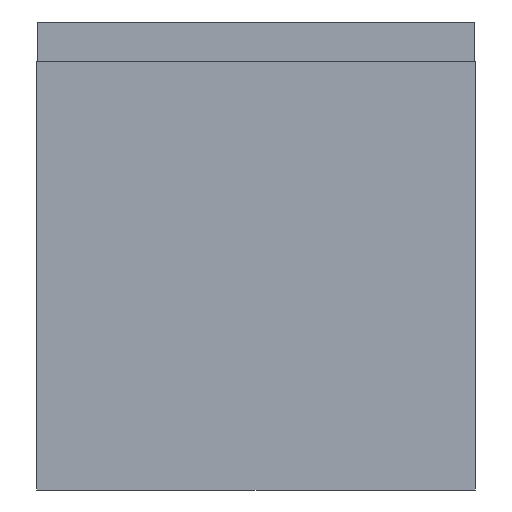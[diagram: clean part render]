
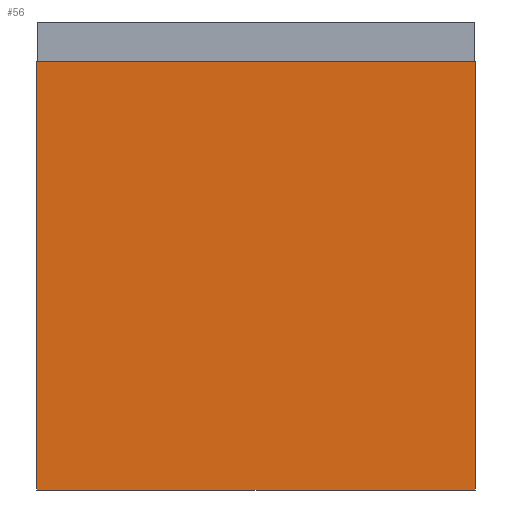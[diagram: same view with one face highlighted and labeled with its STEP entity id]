
A CAD part, front view. The second image highlights one B-rep face of the part: STEP entity #56.
In plain terms, the highlighted planar face has unit normal (0, -1, 0).
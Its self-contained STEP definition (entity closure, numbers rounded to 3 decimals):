
#19 = LINE ( 'NONE', #504, #94 ) ;
#40 = CARTESIAN_POINT ( 'NONE',  ( -44., 0., 0. ) ) ;
#56 = ADVANCED_FACE ( 'NONE', ( #521 ), #154, .T. ) ;
#80 = CARTESIAN_POINT ( 'NONE',  ( 21.5, 0., 0. ) ) ;
#92 = ORIENTED_EDGE ( 'NONE', *, *, #434, .F. ) ;
#94 = VECTOR ( 'NONE', #213, 1000. ) ;
#123 = DIRECTION ( 'NONE',  ( 0., -1., 0. ) ) ;
#154 = PLANE ( 'NONE',  #271 ) ;
#155 = DIRECTION ( 'NONE',  ( 1., 0., 0. ) ) ;
#167 = CARTESIAN_POINT ( 'NONE',  ( 44., 0., 86. ) ) ;
#169 = CARTESIAN_POINT ( 'NONE',  ( 44., 0., 0. ) ) ;
#205 = LINE ( 'NONE', #501, #494 ) ;
#209 = EDGE_LOOP ( 'NONE', ( #92, #507, #461, #255 ) ) ;
#213 = DIRECTION ( 'NONE',  ( 0., 0., -1. ) ) ;
#238 = VERTEX_POINT ( 'NONE', #550 ) ;
#255 = ORIENTED_EDGE ( 'NONE', *, *, #347, .F. ) ;
#261 = VERTEX_POINT ( 'NONE', #40 ) ;
#271 = AXIS2_PLACEMENT_3D ( 'NONE', #537, #123, #282 ) ;
#282 = DIRECTION ( 'NONE',  ( 0., 0., -1. ) ) ;
#285 = CARTESIAN_POINT ( 'NONE',  ( -44., 0., 86. ) ) ;
#304 = VECTOR ( 'NONE', #493, 1000. ) ;
#325 = LINE ( 'NONE', #169, #473 ) ;
#342 = EDGE_CURVE ( 'NONE', #542, #261, #19, .T. ) ;
#347 = EDGE_CURVE ( 'NONE', #238, #261, #539, .T. ) ;
#369 = EDGE_CURVE ( 'NONE', #542, #433, #205, .T. ) ;
#433 = VERTEX_POINT ( 'NONE', #167 ) ;
#434 = EDGE_CURVE ( 'NONE', #433, #238, #325, .T. ) ;
#461 = ORIENTED_EDGE ( 'NONE', *, *, #342, .T. ) ;
#473 = VECTOR ( 'NONE', #505, 1000. ) ;
#493 = DIRECTION ( 'NONE',  ( -1., 0., 0. ) ) ;
#494 = VECTOR ( 'NONE', #155, 1000. ) ;
#501 = CARTESIAN_POINT ( 'NONE',  ( 21.5, 0., 86. ) ) ;
#504 = CARTESIAN_POINT ( 'NONE',  ( -44., 0., 0. ) ) ;
#505 = DIRECTION ( 'NONE',  ( 0., 0., -1. ) ) ;
#507 = ORIENTED_EDGE ( 'NONE', *, *, #369, .F. ) ;
#521 = FACE_OUTER_BOUND ( 'NONE', #209, .T. ) ;
#537 = CARTESIAN_POINT ( 'NONE',  ( 21.5, 0., 86. ) ) ;
#539 = LINE ( 'NONE', #80, #304 ) ;
#542 = VERTEX_POINT ( 'NONE', #285 ) ;
#550 = CARTESIAN_POINT ( 'NONE',  ( 44., 0., 0. ) ) ;
